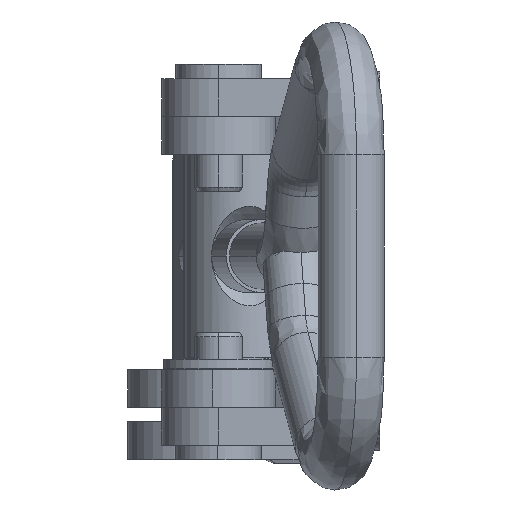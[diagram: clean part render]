
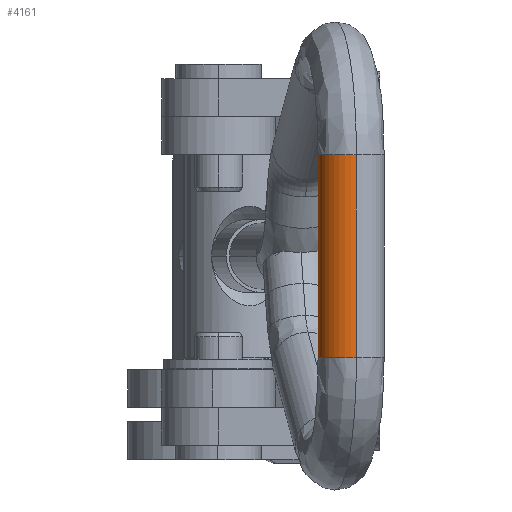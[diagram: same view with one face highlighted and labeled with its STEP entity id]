
A CAD part, left-side view. The second image highlights one B-rep face of the part: STEP entity #4161.
In plain terms, the highlighted free-form (B-spline) face has degree [3, 1] with [4, 2] control points.
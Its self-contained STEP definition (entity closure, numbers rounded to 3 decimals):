
#471 = CIRCLE ( 'NONE', #3034, 3.5 ) ;
#645 = DIRECTION ( 'NONE',  ( -1., 0., 0. ) ) ;
#933 = DIRECTION ( 'NONE',  ( -1., -0.006, 0. ) ) ;
#1025 = ORIENTED_EDGE ( 'NONE', *, *, #3667, .T. ) ;
#1778 = LINE ( 'NONE', #4709, #5689 ) ;
#2249 = EDGE_CURVE ( 'NONE', #7701, #5306, #471, .T. ) ;
#2554 = AXIS2_PLACEMENT_3D ( 'NONE', #5334, #933, #6060 ) ;
#2637 = CARTESIAN_POINT ( 'NONE',  ( 10.68, 95.5, -7. ) ) ;
#2647 = VECTOR ( 'NONE', #645, 1000. ) ;
#3034 = AXIS2_PLACEMENT_3D ( 'NONE', #7539, #3163, #8274 ) ;
#3163 = DIRECTION ( 'NONE',  ( -1., -0.006, 0. ) ) ;
#3396 = CARTESIAN_POINT ( 'NONE',  ( 10.72, 88.5, -7. ) ) ;
#3437 = CARTESIAN_POINT ( 'NONE',  ( 10.68, 95.5, 0. ) ) ;
#3667 = EDGE_CURVE ( 'NONE', #4585, #5306, #1778, .T. ) ;
#4133 = CARTESIAN_POINT ( 'NONE',  ( 10.72, 88.5, 0. ) ) ;
#4161 = ADVANCED_FACE ( 'NONE', ( #6919 ), #8524, .T. ) ;
#4316 = EDGE_LOOP ( 'NONE', ( #5518, #9376, #1025, #7232 ) ) ;
#4585 = VERTEX_POINT ( 'NONE', #6195 ) ;
#4617 = LINE ( 'NONE', #9412, #2647 ) ;
#4709 = CARTESIAN_POINT ( 'NONE',  ( 10.72, 88.5, 0. ) ) ;
#4864 = CIRCLE ( 'NONE', #2554, 3.5 ) ;
#5009 = CARTESIAN_POINT ( 'NONE',  ( -10.68, 88.5, 0. ) ) ;
#5306 = VERTEX_POINT ( 'NONE', #5009 ) ;
#5334 = CARTESIAN_POINT ( 'NONE',  ( 10.7, 92., 0. ) ) ;
#5409 = DIRECTION ( 'NONE',  ( -1., 0., 0. ) ) ;
#5518 = ORIENTED_EDGE ( 'NONE', *, *, #8804, .F. ) ;
#5689 = VECTOR ( 'NONE', #5409, 1000. ) ;
#6060 = DIRECTION ( 'NONE',  ( 0.006, -1., 0. ) ) ;
#6195 = CARTESIAN_POINT ( 'NONE',  ( 10.72, 88.5, 0. ) ) ;
#6919 = FACE_OUTER_BOUND ( 'NONE', #4316, .T. ) ;
#7034 = CARTESIAN_POINT ( 'NONE',  ( -10.72, 95.5, 0. ) ) ;
#7232 = ORIENTED_EDGE ( 'NONE', *, *, #2249, .F. ) ;
#7539 = CARTESIAN_POINT ( 'NONE',  ( -10.7, 92., 0. ) ) ;
#7701 = VERTEX_POINT ( 'NONE', #9219 ) ;
#7778 = CARTESIAN_POINT ( 'NONE',  ( -10.72, 95.5, -7. ) ) ;
#8274 = DIRECTION ( 'NONE',  ( 0.006, -1., 0. ) ) ;
#8453 = EDGE_CURVE ( 'NONE', #8748, #4585, #4864, .T. ) ;
#8504 = CARTESIAN_POINT ( 'NONE',  ( -10.68, 88.5, -7. ) ) ;
#8524 =( BOUNDED_SURFACE ( )  B_SPLINE_SURFACE ( 3, 1, ( 
 ( #9217, #7034 ),
 ( #2637, #7778 ),
 ( #3396, #8504 ),
 ( #4133, #9252 ) ),
 .UNSPECIFIED., .F., .F., .T. ) 
 B_SPLINE_SURFACE_WITH_KNOTS ( ( 4, 4 ),
 ( 2, 2 ),
 ( 0., 1. ),
 ( 0., 1. ),
 .UNSPECIFIED. ) 
 GEOMETRIC_REPRESENTATION_ITEM ( )  RATIONAL_B_SPLINE_SURFACE ( (
 ( 1., 1.),
 ( 0.333, 0.333),
 ( 0.333, 0.333),
 ( 1., 1.) ) ) 
 REPRESENTATION_ITEM ( '' )  SURFACE ( )  );
#8748 = VERTEX_POINT ( 'NONE', #3437 ) ;
#8804 = EDGE_CURVE ( 'NONE', #8748, #7701, #4617, .T. ) ;
#9217 = CARTESIAN_POINT ( 'NONE',  ( 10.68, 95.5, 0. ) ) ;
#9219 = CARTESIAN_POINT ( 'NONE',  ( -10.72, 95.5, 0. ) ) ;
#9252 = CARTESIAN_POINT ( 'NONE',  ( -10.68, 88.5, 0. ) ) ;
#9376 = ORIENTED_EDGE ( 'NONE', *, *, #8453, .T. ) ;
#9412 = CARTESIAN_POINT ( 'NONE',  ( 10.68, 95.5, 0. ) ) ;
